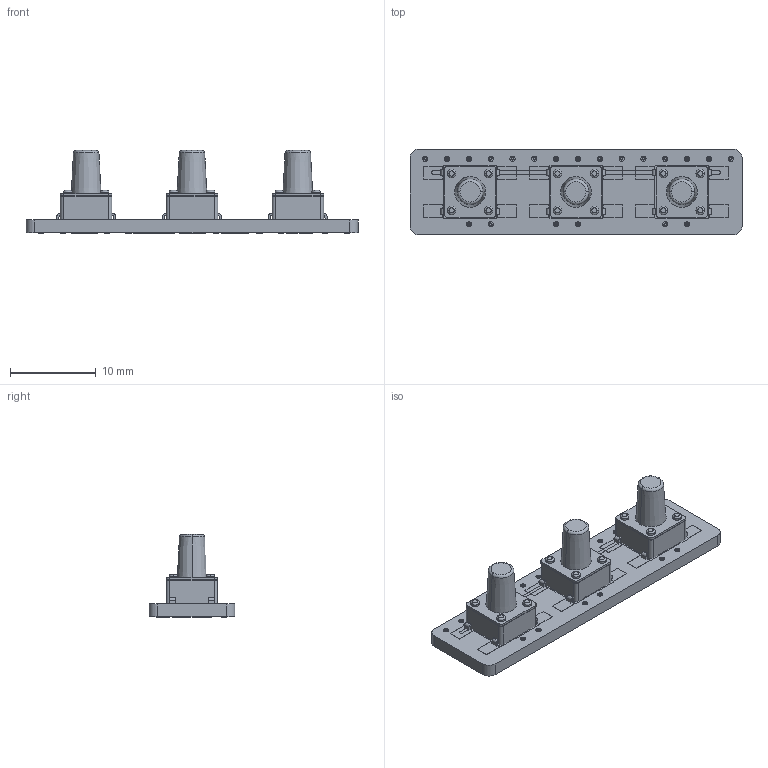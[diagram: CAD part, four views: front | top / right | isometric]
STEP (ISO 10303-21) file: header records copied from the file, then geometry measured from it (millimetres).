
FILE_DESCRIPTION(('KiCad electronic assembly'),'2;1');
FILE_NAME('Push Button.step','2025-07-15T15:52:07',('Pcbnew'),('Kicad'), 'Open CASCADE STEP processor 7.8','KiCad to STEP converter','Unknown' );
FILE_SCHEMA(('AUTOMOTIVE_DESIGN { 1 0 10303 214 1 1 1 1 }'));
Length unit declared in the file: millimetre
Products named in the file (7): Push Button 1; KEY-SMD_4P-L6.0-W6.0-P4.50-LS8.6_H8.5; Push Button_copper; Push Button_pad; Push Button_via; Push Button_silkscreen; Push Button_PCB
Assembly tree (8 placements, depth 2):
  Push Button 1
    KEY-SMD_4P-L6.0-W6.0-P4.50-LS8.6_H8.5  x3
    Push Button_copper
    Push Button_pad
    Push Button_via
    Push Button_silkscreen
    Push Button_PCB
Bounding box: 38.65 x 10 x 9.67 mm (x, y, z)
Volume: 1056 mm3; surface area: 2157.2 mm2
Topology: 105 solids, 131 shells, 1980 faces, 5065 edges, 3408 vertices
Faces by surface type: plane 1224, cylinder 378, bspline 312, torus 60, cone 6
Full cylindrical faces by diameter (mm): 0.25 x30, 0.275 x54, 0.3 x27, 0.6 x52
Entity records: 32965 total; most frequent: CARTESIAN_POINT 6474, DIRECTION 4632, ORIENTED_EDGE 4566, EDGE_CURVE 2405, VERTEX_POINT 1668, LINE 1580, VECTOR 1580, AXIS2_PLACEMENT_3D 1526
